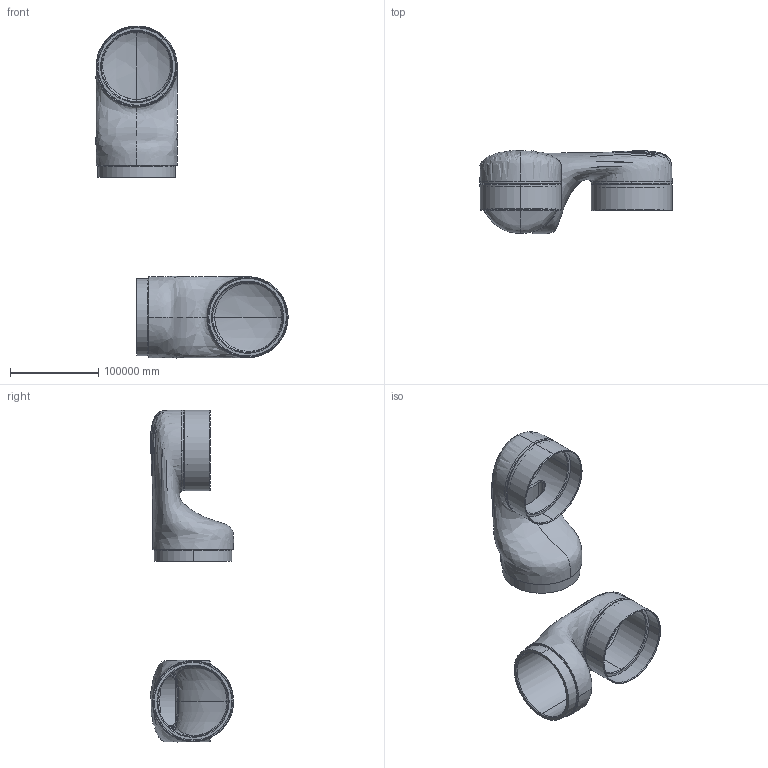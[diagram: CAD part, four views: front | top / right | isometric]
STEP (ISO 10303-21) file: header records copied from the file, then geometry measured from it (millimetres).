
FILE_DESCRIPTION(('FreeCAD Model'),'2;1');
FILE_NAME('Open CASCADE Shape Model','2025-03-02T14:45:10',(''),(''), 'Open CASCADE STEP processor 7.8','FreeCAD','Unknown');
FILE_SCHEMA(('AUTOMOTIVE_DESIGN { 1 0 10303 214 1 1 1 1 }'));
Length unit declared in the file: metre
Products named in the file (3): Unnamed; GEN3 SIMPLIFIED SHOULDER001; GEN3 SIMPLIFIED SHOULDER
Assembly tree (3 placements, depth 3):
  Unnamed
    GEN3 SIMPLIFIED SHOULDER001
      GEN3 SIMPLIFIED SHOULDER
    GEN3 SIMPLIFIED SHOULDER
Bounding box: 218357.19 x 94423.28 x 377157.19 mm (x, y, z)
Volume: 420545240137680.2 mm3; surface area: 196265573382.4 mm2
Topology: 4 solids, 4 shells, 218 faces, 1472 edges, 4202 vertices
Faces by surface type: bspline 86, cylinder 44, cone 42, plane 26, torus 12, sphere 8
Entity records: 24417 total; most frequent: CARTESIAN_POINT 18697, DIRECTION 854, GEOMETRIC_CURVE_SET 491, ORIENTED_EDGE 488, TRIMMED_CURVE 488, AXIS2_PLACEMENT_3D 352, B_SPLINE_CURVE_WITH_KNOTS 302, CIRCLE 282
